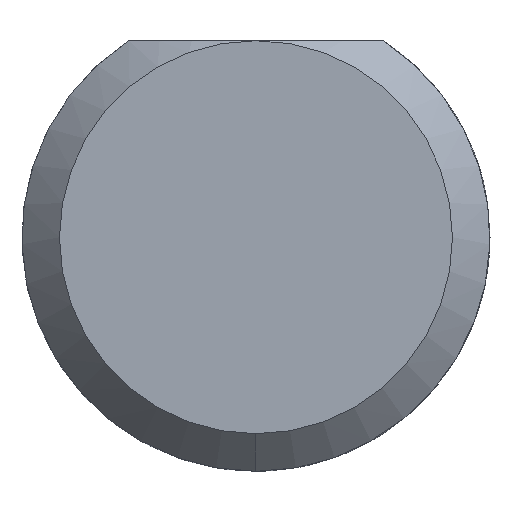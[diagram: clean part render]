
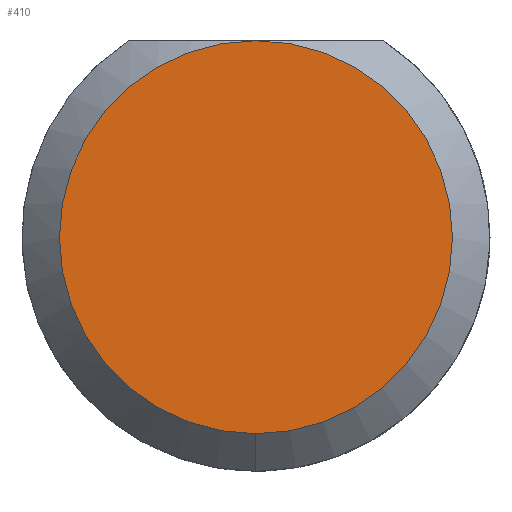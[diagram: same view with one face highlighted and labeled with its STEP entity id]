
A CAD part, left-side view. The second image highlights one B-rep face of the part: STEP entity #410.
In plain terms, the highlighted planar face has unit normal (-1, 0, 0).
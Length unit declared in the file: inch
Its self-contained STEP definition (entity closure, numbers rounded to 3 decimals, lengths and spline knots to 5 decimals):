
#35 = DIRECTION ( 'NONE',  ( -1., 0., 0. ) ) ;
#75 = EDGE_CURVE ( 'NONE', #400, #684, #510, .T. ) ;
#89 = AXIS2_PLACEMENT_3D ( 'NONE', #685, #128, #580 ) ;
#97 = DIRECTION ( 'NONE',  ( -1., 0., 0. ) ) ;
#98 = CIRCLE ( 'NONE', #462, 0.05235 ) ;
#128 = DIRECTION ( 'NONE',  ( 1., 0., 0. ) ) ;
#209 = EDGE_CURVE ( 'NONE', #684, #400, #98, .T. ) ;
#235 = CARTESIAN_POINT ( 'NONE',  ( 0., 0., -0.05235 ) ) ;
#255 = DIRECTION ( 'NONE',  ( 0., 0., -1. ) ) ;
#288 = EDGE_LOOP ( 'NONE', ( #670, #663 ) ) ;
#400 = VERTEX_POINT ( 'NONE', #235 ) ;
#403 = PLANE ( 'NONE',  #89 ) ;
#410 = ADVANCED_FACE ( 'NONE', ( #415 ), #403, .F. ) ;
#415 = FACE_OUTER_BOUND ( 'NONE', #288, .T. ) ;
#452 = CARTESIAN_POINT ( 'NONE',  ( 0., 0., 0.05235 ) ) ;
#462 = AXIS2_PLACEMENT_3D ( 'NONE', #537, #35, #255 ) ;
#510 = CIRCLE ( 'NONE', #592, 0.05235 ) ;
#537 = CARTESIAN_POINT ( 'NONE',  ( 0., 0., 0. ) ) ;
#545 = DIRECTION ( 'NONE',  ( 0., 0., -1. ) ) ;
#580 = DIRECTION ( 'NONE',  ( 0., 0., -1. ) ) ;
#592 = AXIS2_PLACEMENT_3D ( 'NONE', #605, #97, #545 ) ;
#605 = CARTESIAN_POINT ( 'NONE',  ( 0., 0., 0. ) ) ;
#663 = ORIENTED_EDGE ( 'NONE', *, *, #75, .T. ) ;
#670 = ORIENTED_EDGE ( 'NONE', *, *, #209, .T. ) ;
#684 = VERTEX_POINT ( 'NONE', #452 ) ;
#685 = CARTESIAN_POINT ( 'NONE',  ( 0., 0., 0. ) ) ;
